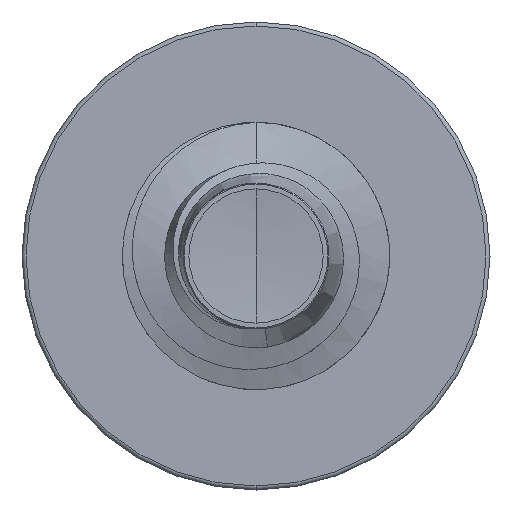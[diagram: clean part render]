
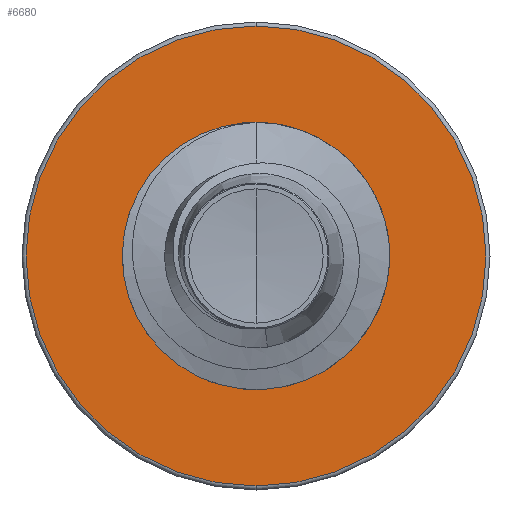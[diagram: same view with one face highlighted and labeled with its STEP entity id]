
A CAD part, front view. The second image highlights one B-rep face of the part: STEP entity #6680.
In plain terms, the highlighted planar face has unit normal (0, -1, 0).
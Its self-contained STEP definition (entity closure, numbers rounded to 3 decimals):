
#371 = DIRECTION ( 'NONE',  ( 0., 0., 1. ) ) ;
#388 = DIRECTION ( 'NONE',  ( 0., 1., 0. ) ) ;
#438 = CARTESIAN_POINT ( 'NONE',  ( 0., 4., -1.989 ) ) ;
#481 = PLANE ( 'NONE',  #8903 ) ;
#1031 = AXIS2_PLACEMENT_3D ( 'NONE', #4968, #4959, #4951 ) ;
#1082 = CIRCLE ( 'NONE', #8345, 1.989 ) ;
#1199 = VERTEX_POINT ( 'NONE', #9036 ) ;
#1982 = ORIENTED_EDGE ( 'NONE', *, *, #9229, .T. ) ;
#2132 = ORIENTED_EDGE ( 'NONE', *, *, #8707, .T. ) ;
#3848 = CARTESIAN_POINT ( 'NONE',  ( 0., 4., 3.44 ) ) ;
#4047 = DIRECTION ( 'NONE',  ( 0., 0., 1. ) ) ;
#4061 = DIRECTION ( 'NONE',  ( 0., 1., 0. ) ) ;
#4065 = CARTESIAN_POINT ( 'NONE',  ( 0., 4., 0. ) ) ;
#4807 = DIRECTION ( 'NONE',  ( 0., 0., 1. ) ) ;
#4814 = DIRECTION ( 'NONE',  ( 0., 1., 0. ) ) ;
#4817 = CARTESIAN_POINT ( 'NONE',  ( 0., 4., 0. ) ) ;
#4846 = CARTESIAN_POINT ( 'NONE',  ( 0., 4., -3.44 ) ) ;
#4951 = DIRECTION ( 'NONE',  ( 0., 0., 1. ) ) ;
#4959 = DIRECTION ( 'NONE',  ( 0., 1., 0. ) ) ;
#4968 = CARTESIAN_POINT ( 'NONE',  ( 0., 4., 0. ) ) ;
#4984 = CARTESIAN_POINT ( 'NONE',  ( 0., 4., 1.989 ) ) ;
#5192 = AXIS2_PLACEMENT_3D ( 'NONE', #5553, #5538, #5534 ) ;
#5525 = EDGE_CURVE ( 'NONE', #6076, #5787, #5909, .T. ) ;
#5534 = DIRECTION ( 'NONE',  ( 0., 0., 1. ) ) ;
#5538 = DIRECTION ( 'NONE',  ( 0., 1., 0. ) ) ;
#5553 = CARTESIAN_POINT ( 'NONE',  ( 0., 4., 0. ) ) ;
#5597 = CIRCLE ( 'NONE', #8782, 3.44 ) ;
#5765 = EDGE_CURVE ( 'NONE', #5787, #6076, #5597, .T. ) ;
#5787 = VERTEX_POINT ( 'NONE', #4846 ) ;
#5909 = CIRCLE ( 'NONE', #5192, 3.44 ) ;
#6076 = VERTEX_POINT ( 'NONE', #3848 ) ;
#6311 = ORIENTED_EDGE ( 'NONE', *, *, #5765, .F. ) ;
#6680 = ADVANCED_FACE ( 'NONE', ( #7085, #8773 ), #481, .F. ) ;
#6803 = EDGE_LOOP ( 'NONE', ( #7129, #6311 ) ) ;
#7085 = FACE_OUTER_BOUND ( 'NONE', #6803, .T. ) ;
#7129 = ORIENTED_EDGE ( 'NONE', *, *, #5525, .F. ) ;
#8225 = EDGE_LOOP ( 'NONE', ( #2132, #1982 ) ) ;
#8345 = AXIS2_PLACEMENT_3D ( 'NONE', #4065, #4061, #4047 ) ;
#8707 = EDGE_CURVE ( 'NONE', #9256, #1199, #1082, .T. ) ;
#8755 = CIRCLE ( 'NONE', #1031, 1.989 ) ;
#8773 = FACE_BOUND ( 'NONE', #8225, .T. ) ;
#8782 = AXIS2_PLACEMENT_3D ( 'NONE', #4817, #4814, #4807 ) ;
#8903 = AXIS2_PLACEMENT_3D ( 'NONE', #438, #388, #371 ) ;
#9036 = CARTESIAN_POINT ( 'NONE',  ( 0., 4., -1.989 ) ) ;
#9229 = EDGE_CURVE ( 'NONE', #1199, #9256, #8755, .T. ) ;
#9256 = VERTEX_POINT ( 'NONE', #4984 ) ;
